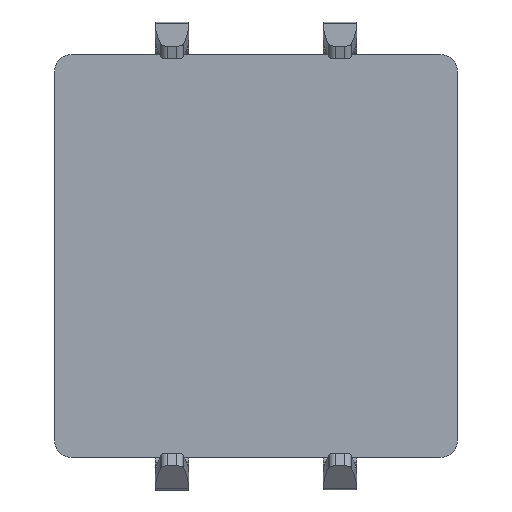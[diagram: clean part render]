
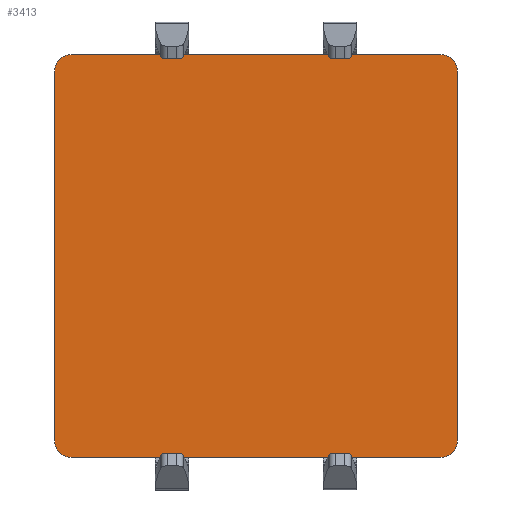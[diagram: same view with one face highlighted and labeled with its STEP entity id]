
A CAD part, front view. The second image highlights one B-rep face of the part: STEP entity #3413.
In plain terms, the highlighted planar face has unit normal (0, -1, 0).
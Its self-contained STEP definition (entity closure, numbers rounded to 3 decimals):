
#24 = AXIS2_PLACEMENT_3D ( 'NONE', #5378, #1445, #2812 ) ;
#114 = AXIS2_PLACEMENT_3D ( 'NONE', #719, #2057, #1565 ) ;
#203 = VECTOR ( 'NONE', #3085, 1000. ) ;
#229 = AXIS2_PLACEMENT_3D ( 'NONE', #2927, #1526, #248 ) ;
#245 = CARTESIAN_POINT ( 'NONE',  ( 5.5, 0., 5.5 ) ) ;
#246 = VERTEX_POINT ( 'NONE', #5640 ) ;
#248 = DIRECTION ( 'NONE',  ( 0., 0., 1. ) ) ;
#253 = DIRECTION ( 'NONE',  ( 0., 0., -1. ) ) ;
#394 = ORIENTED_EDGE ( 'NONE', *, *, #3055, .F. ) ;
#524 = VECTOR ( 'NONE', #2872, 1000. ) ;
#719 = CARTESIAN_POINT ( 'NONE',  ( -5.5, 0., -5.5 ) ) ;
#727 = CARTESIAN_POINT ( 'NONE',  ( 5.5, 0., 6. ) ) ;
#905 = CARTESIAN_POINT ( 'NONE',  ( -5.5, 0., 6. ) ) ;
#1139 = DIRECTION ( 'NONE',  ( 1., 0., 0. ) ) ;
#1203 = CARTESIAN_POINT ( 'NONE',  ( -6., 0., 5.5 ) ) ;
#1340 = ORIENTED_EDGE ( 'NONE', *, *, #1820, .F. ) ;
#1368 = LINE ( 'NONE', #1744, #203 ) ;
#1445 = DIRECTION ( 'NONE',  ( 0., 1., 0. ) ) ;
#1526 = DIRECTION ( 'NONE',  ( 0., 1., 0. ) ) ;
#1565 = DIRECTION ( 'NONE',  ( 0., 0., 1. ) ) ;
#1733 = CARTESIAN_POINT ( 'NONE',  ( 6., 0., 5.5 ) ) ;
#1744 = CARTESIAN_POINT ( 'NONE',  ( 6., 0., -5.5 ) ) ;
#1753 = EDGE_CURVE ( 'NONE', #1821, #5474, #2095, .T. ) ;
#1771 = CIRCLE ( 'NONE', #24, 0.5 ) ;
#1820 = EDGE_CURVE ( 'NONE', #246, #1997, #2022, .T. ) ;
#1821 = VERTEX_POINT ( 'NONE', #4682 ) ;
#1836 = CARTESIAN_POINT ( 'NONE',  ( -5.5, 0., -6. ) ) ;
#1878 = CIRCLE ( 'NONE', #114, 0.5 ) ;
#1929 = DIRECTION ( 'NONE',  ( 0., 0., 1. ) ) ;
#1997 = VERTEX_POINT ( 'NONE', #1203 ) ;
#2012 = DIRECTION ( 'NONE',  ( 0., 1., 0. ) ) ;
#2022 = LINE ( 'NONE', #5577, #524 ) ;
#2057 = DIRECTION ( 'NONE',  ( 0., 1., 0. ) ) ;
#2095 = CIRCLE ( 'NONE', #3589, 0.5 ) ;
#2182 = EDGE_CURVE ( 'NONE', #2702, #5581, #4401, .T. ) ;
#2384 = CARTESIAN_POINT ( 'NONE',  ( 5.5, 0., -5.5 ) ) ;
#2620 = LINE ( 'NONE', #1836, #3747 ) ;
#2702 = VERTEX_POINT ( 'NONE', #727 ) ;
#2709 = VERTEX_POINT ( 'NONE', #3908 ) ;
#2744 = EDGE_CURVE ( 'NONE', #5474, #2709, #2620, .T. ) ;
#2755 = CARTESIAN_POINT ( 'NONE',  ( -5.5, 0., 6. ) ) ;
#2812 = DIRECTION ( 'NONE',  ( 0., 0., 1. ) ) ;
#2862 = FACE_OUTER_BOUND ( 'NONE', #4057, .T. ) ;
#2872 = DIRECTION ( 'NONE',  ( 0., 0., 1. ) ) ;
#2902 = EDGE_CURVE ( 'NONE', #2709, #246, #1878, .T. ) ;
#2927 = CARTESIAN_POINT ( 'NONE',  ( 5.5, 0., 5.5 ) ) ;
#3055 = EDGE_CURVE ( 'NONE', #1997, #4719, #1771, .T. ) ;
#3085 = DIRECTION ( 'NONE',  ( 0., 0., -1. ) ) ;
#3097 = ORIENTED_EDGE ( 'NONE', *, *, #3796, .F. ) ;
#3190 = ORIENTED_EDGE ( 'NONE', *, *, #1753, .F. ) ;
#3209 = ORIENTED_EDGE ( 'NONE', *, *, #4619, .F. ) ;
#3413 = ADVANCED_FACE ( 'NONE', ( #2862 ), #4584, .F. ) ;
#3589 = AXIS2_PLACEMENT_3D ( 'NONE', #2384, #3781, #253 ) ;
#3674 = CARTESIAN_POINT ( 'NONE',  ( 5.5, 0., -6. ) ) ;
#3747 = VECTOR ( 'NONE', #4081, 1000. ) ;
#3781 = DIRECTION ( 'NONE',  ( 0., 1., 0. ) ) ;
#3796 = EDGE_CURVE ( 'NONE', #5581, #1821, #1368, .T. ) ;
#3881 = ORIENTED_EDGE ( 'NONE', *, *, #2902, .F. ) ;
#3908 = CARTESIAN_POINT ( 'NONE',  ( -5.5, 0., -6. ) ) ;
#4057 = EDGE_LOOP ( 'NONE', ( #5646, #3209, #394, #1340, #3881, #5735, #3190, #3097 ) ) ;
#4081 = DIRECTION ( 'NONE',  ( -1., 0., 0. ) ) ;
#4401 = CIRCLE ( 'NONE', #229, 0.5 ) ;
#4584 = PLANE ( 'NONE',  #5234 ) ;
#4619 = EDGE_CURVE ( 'NONE', #4719, #2702, #4974, .T. ) ;
#4682 = CARTESIAN_POINT ( 'NONE',  ( 6., 0., -5.5 ) ) ;
#4719 = VERTEX_POINT ( 'NONE', #905 ) ;
#4974 = LINE ( 'NONE', #2755, #5323 ) ;
#5234 = AXIS2_PLACEMENT_3D ( 'NONE', #245, #2012, #1929 ) ;
#5323 = VECTOR ( 'NONE', #1139, 1000. ) ;
#5378 = CARTESIAN_POINT ( 'NONE',  ( -5.5, 0., 5.5 ) ) ;
#5474 = VERTEX_POINT ( 'NONE', #3674 ) ;
#5577 = CARTESIAN_POINT ( 'NONE',  ( -6., 0., -5.5 ) ) ;
#5581 = VERTEX_POINT ( 'NONE', #1733 ) ;
#5640 = CARTESIAN_POINT ( 'NONE',  ( -6., 0., -5.5 ) ) ;
#5646 = ORIENTED_EDGE ( 'NONE', *, *, #2182, .F. ) ;
#5735 = ORIENTED_EDGE ( 'NONE', *, *, #2744, .F. ) ;
